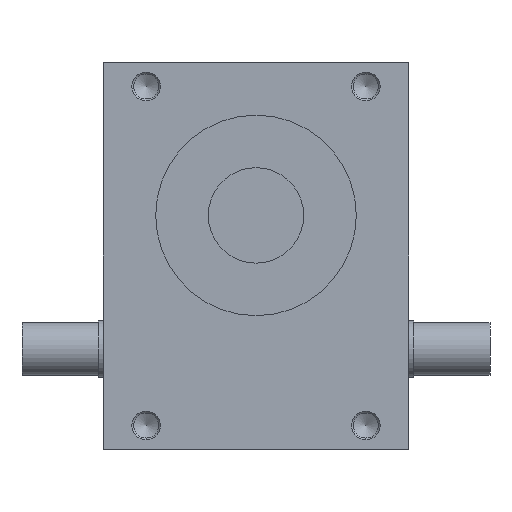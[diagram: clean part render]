
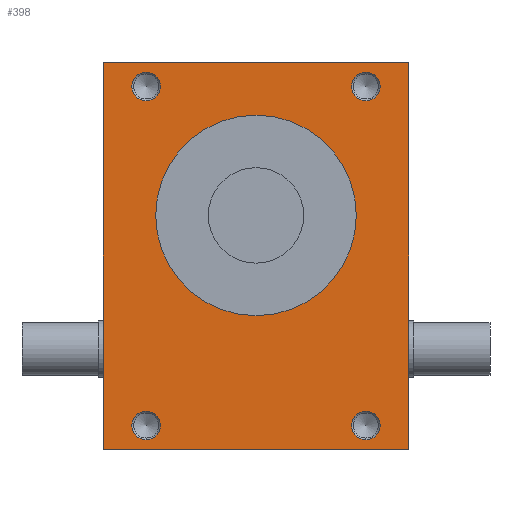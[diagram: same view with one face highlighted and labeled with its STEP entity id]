
A CAD part, front view. The second image highlights one B-rep face of the part: STEP entity #398.
In plain terms, the highlighted planar face has unit normal (0, -1, 0).
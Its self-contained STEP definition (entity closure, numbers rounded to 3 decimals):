
#398 = ADVANCED_FACE( '', ( #867, #868, #869, #870, #871, #872 ), #873, .F. );
#867 = FACE_BOUND( '', #1422, .T. );
#868 = FACE_BOUND( '', #1423, .T. );
#869 = FACE_BOUND( '', #1424, .T. );
#870 = FACE_BOUND( '', #1425, .T. );
#871 = FACE_BOUND( '', #1426, .T. );
#872 = FACE_OUTER_BOUND( '', #1427, .T. );
#873 = PLANE( '', #1428 );
#1422 = EDGE_LOOP( '', ( #2392 ) );
#1423 = EDGE_LOOP( '', ( #2393 ) );
#1424 = EDGE_LOOP( '', ( #2394 ) );
#1425 = EDGE_LOOP( '', ( #2395 ) );
#1426 = EDGE_LOOP( '', ( #2396 ) );
#1427 = EDGE_LOOP( '', ( #2397, #2398, #2399, #2400 ) );
#1428 = AXIS2_PLACEMENT_3D( '', #2401, #2402, #2403 );
#2392 = ORIENTED_EDGE( '', *, *, #3449, .F. );
#2393 = ORIENTED_EDGE( '', *, *, #3318, .F. );
#2394 = ORIENTED_EDGE( '', *, *, #3315, .F. );
#2395 = ORIENTED_EDGE( '', *, *, #3450, .F. );
#2396 = ORIENTED_EDGE( '', *, *, #3451, .T. );
#2397 = ORIENTED_EDGE( '', *, *, #3313, .T. );
#2398 = ORIENTED_EDGE( '', *, *, #3188, .F. );
#2399 = ORIENTED_EDGE( '', *, *, #3121, .F. );
#2400 = ORIENTED_EDGE( '', *, *, #3436, .T. );
#2401 = CARTESIAN_POINT( '', ( -160., -135., 202.5 ) );
#2402 = DIRECTION( '', ( 0., 1., 0. ) );
#2403 = DIRECTION( '', ( 0., 0., 1. ) );
#3121 = EDGE_CURVE( '', #3675, #3677, #3678, .T. );
#3188 = EDGE_CURVE( '', #3677, #3789, #3793, .T. );
#3313 = EDGE_CURVE( '', #3991, #3789, #3994, .T. );
#3315 = EDGE_CURVE( '', #3996, #3996, #3997, .T. );
#3318 = EDGE_CURVE( '', #4001, #4001, #4002, .T. );
#3436 = EDGE_CURVE( '', #3675, #3991, #4185, .T. );
#3449 = EDGE_CURVE( '', #4200, #4200, #4201, .T. );
#3450 = EDGE_CURVE( '', #4202, #4202, #4203, .T. );
#3451 = EDGE_CURVE( '', #4204, #4204, #4205, .T. );
#3675 = VERTEX_POINT( '', #4466 );
#3677 = VERTEX_POINT( '', #4469 );
#3678 = LINE( '', #4470, #4471 );
#3789 = VERTEX_POINT( '', #4668 );
#3793 = LINE( '', #4674, #4675 );
#3991 = VERTEX_POINT( '', #4933 );
#3994 = LINE( '', #4938, #4939 );
#3996 = VERTEX_POINT( '', #4941 );
#3997 = CIRCLE( '', #4942, 15. );
#4001 = VERTEX_POINT( '', #4946 );
#4002 = CIRCLE( '', #4947, 15. );
#4185 = LINE( '', #5192, #5193 );
#4200 = VERTEX_POINT( '', #5215 );
#4201 = CIRCLE( '', #5216, 15. );
#4202 = VERTEX_POINT( '', #5217 );
#4203 = CIRCLE( '', #5218, 15. );
#4204 = VERTEX_POINT( '', #5219 );
#4205 = CIRCLE( '', #5220, 105. );
#4466 = CARTESIAN_POINT( '', ( -160., -135., 202.5 ) );
#4469 = CARTESIAN_POINT( '', ( 160., -135., 202.5 ) );
#4470 = CARTESIAN_POINT( '', ( -160., -135., 202.5 ) );
#4471 = VECTOR( '', #5555, 1000. );
#4668 = CARTESIAN_POINT( '', ( 160., -135., -202.5 ) );
#4674 = CARTESIAN_POINT( '', ( 160., -135., 202.5 ) );
#4675 = VECTOR( '', #5623, 1000. );
#4933 = CARTESIAN_POINT( '', ( -160., -135., -202.5 ) );
#4938 = CARTESIAN_POINT( '', ( -160., -135., -202.5 ) );
#4939 = VECTOR( '', #5782, 1000. );
#4941 = CARTESIAN_POINT( '', ( 115., -135., 162.5 ) );
#4942 = AXIS2_PLACEMENT_3D( '', #5783, #5784, #5785 );
#4946 = CARTESIAN_POINT( '', ( -115., -135., 162.5 ) );
#4947 = AXIS2_PLACEMENT_3D( '', #5789, #5790, #5791 );
#5192 = CARTESIAN_POINT( '', ( -160., -135., 202.5 ) );
#5193 = VECTOR( '', #5962, 1000. );
#5215 = CARTESIAN_POINT( '', ( -115., -135., -192.5 ) );
#5216 = AXIS2_PLACEMENT_3D( '', #5970, #5971, #5972 );
#5217 = CARTESIAN_POINT( '', ( 115., -135., -192.5 ) );
#5218 = AXIS2_PLACEMENT_3D( '', #5973, #5974, #5975 );
#5219 = CARTESIAN_POINT( '', ( 105., -135., 42.5 ) );
#5220 = AXIS2_PLACEMENT_3D( '', #5976, #5977, #5978 );
#5555 = DIRECTION( '', ( 1., 0., 0. ) );
#5623 = DIRECTION( '', ( 0., 0., -1. ) );
#5782 = DIRECTION( '', ( 1., 0., 0. ) );
#5783 = CARTESIAN_POINT( '', ( 115., -135., 177.5 ) );
#5784 = DIRECTION( '', ( 0., -1., 0. ) );
#5785 = DIRECTION( '', ( 0., 0., -1. ) );
#5789 = CARTESIAN_POINT( '', ( -115., -135., 177.5 ) );
#5790 = DIRECTION( '', ( 0., -1., 0. ) );
#5791 = DIRECTION( '', ( 0., 0., -1. ) );
#5962 = DIRECTION( '', ( 0., 0., -1. ) );
#5970 = CARTESIAN_POINT( '', ( -115., -135., -177.5 ) );
#5971 = DIRECTION( '', ( 0., -1., 0. ) );
#5972 = DIRECTION( '', ( 0., 0., -1. ) );
#5973 = CARTESIAN_POINT( '', ( 115., -135., -177.5 ) );
#5974 = DIRECTION( '', ( 0., -1., 0. ) );
#5975 = DIRECTION( '', ( 0., 0., -1. ) );
#5976 = CARTESIAN_POINT( '', ( 0., -135., 42.5 ) );
#5977 = DIRECTION( '', ( 0., 1., 0. ) );
#5978 = DIRECTION( '', ( 1., 0., 0. ) );
